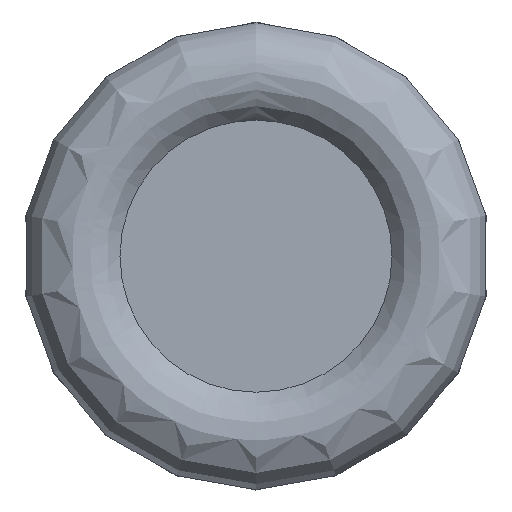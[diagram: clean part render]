
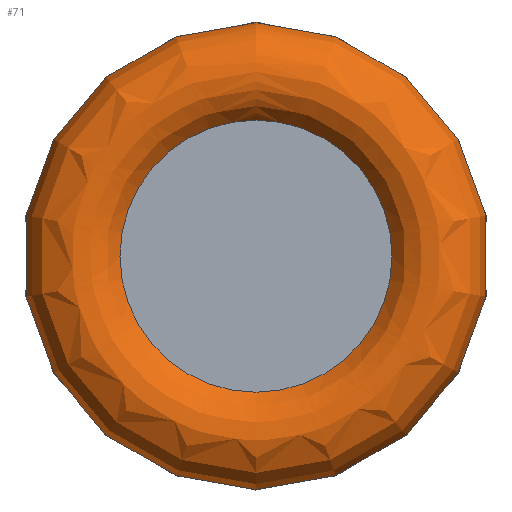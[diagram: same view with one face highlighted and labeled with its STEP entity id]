
A CAD part, left-side view. The second image highlights one B-rep face of the part: STEP entity #71.
In plain terms, the highlighted face is a revolution surface.
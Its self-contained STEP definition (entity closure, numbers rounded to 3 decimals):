
#71=ADVANCED_FACE('',(#92,#93),#89,.T.);
#89=SURFACE_OF_REVOLUTION('',#91,#90);
#90=AXIS1_PLACEMENT('',#417,#283);
#91=B_SPLINE_CURVE_WITH_KNOTS('',3,(#351,#352,#353,#354,#355,#356,#357,
#358,#359,#360,#361,#362,#363,#364,#365,#366,#367,#368,#369,#370,#371,#372,
#373,#374,#375,#376,#377,#378,#379,#380,#381,#382,#383,#384,#385,#386,#387,
#388,#389,#390,#391,#392,#393,#394,#395,#396,#397,#398,#399,#400,#401,#402,
#403,#404,#405,#406,#407,#408,#409,#410,#411,#412,#413,#414,#415,#416),
 .UNSPECIFIED.,.T.,.F.,(2,2,2,2,2,2,2,2,2,2,2,2,2,2,2,2,2,2,2,2,2,2,2,2,
2,2,2,2,2,2,2,2,2,2,2),(-0.031,0.,0.031,0.063,0.094,0.125,0.156,
0.188,0.219,0.25,0.281,0.313,0.344,0.375,0.406,0.438,0.469,
0.5,0.531,0.563,0.594,0.625,0.656,0.688,0.719,0.75,0.781,0.813,
0.844,0.875,0.906,0.938,0.969,1.,1.031),.UNSPECIFIED.);
#92=FACE_BOUND('',#124,.T.);
#93=FACE_BOUND('',#125,.T.);
#124=EDGE_LOOP('',(#158));
#125=EDGE_LOOP('',(#159));
#158=ORIENTED_EDGE('',*,*,#209,.F.);
#159=ORIENTED_EDGE('',*,*,#210,.T.);
#192=VERTEX_POINT('',#348);
#193=VERTEX_POINT('',#350);
#209=EDGE_CURVE('',#192,#192,#226,.T.);
#210=EDGE_CURVE('',#193,#193,#227,.T.);
#226=CIRCLE('',#244,11.526);
#227=CIRCLE('',#245,19.377);
#244=AXIS2_PLACEMENT_3D('',#347,#279,#280);
#245=AXIS2_PLACEMENT_3D('',#349,#281,#282);
#279=DIRECTION('',(-1.,0.,0.));
#280=DIRECTION('',(0.,0.,1.));
#281=DIRECTION('',(-1.,0.,0.));
#282=DIRECTION('',(0.,0.,1.));
#283=DIRECTION('',(-1.,0.,0.));
#347=CARTESIAN_POINT('',(3.5,0.,0.));
#348=CARTESIAN_POINT('',(3.5,0.,11.526));
#349=CARTESIAN_POINT('',(8.031,0.,0.));
#350=CARTESIAN_POINT('',(8.031,0.,19.377));
#351=CARTESIAN_POINT('',(5.698,10.824,0.));
#352=CARTESIAN_POINT('',(6.302,10.824,0.));
#353=CARTESIAN_POINT('',(6.6,10.852,0.));
#354=CARTESIAN_POINT('',(7.192,10.964,0.));
#355=CARTESIAN_POINT('',(7.481,11.047,0.));
#356=CARTESIAN_POINT('',(8.035,11.265,0.));
#357=CARTESIAN_POINT('',(8.304,11.401,0.));
#358=CARTESIAN_POINT('',(8.811,11.724,0.));
#359=CARTESIAN_POINT('',(9.045,11.907,0.));
#360=CARTESIAN_POINT('',(9.476,12.32,0.));
#361=CARTESIAN_POINT('',(9.674,12.552,0.));
#362=CARTESIAN_POINT('',(10.013,13.042,0.));
#363=CARTESIAN_POINT('',(10.157,13.303,0.));
#364=CARTESIAN_POINT('',(10.393,13.856,0.));
#365=CARTESIAN_POINT('',(10.481,14.144,0.));
#366=CARTESIAN_POINT('',(10.598,14.727,0.));
#367=CARTESIAN_POINT('',(10.627,15.028,0.));
#368=CARTESIAN_POINT('',(10.622,15.628,0.));
#369=CARTESIAN_POINT('',(10.59,15.924,0.));
#370=CARTESIAN_POINT('',(10.467,16.507,0.));
#371=CARTESIAN_POINT('',(10.374,16.797,0.));
#372=CARTESIAN_POINT('',(10.137,17.344,0.));
#373=CARTESIAN_POINT('',(9.992,17.604,0.));
#374=CARTESIAN_POINT('',(9.651,18.097,0.));
#375=CARTESIAN_POINT('',(9.455,18.327,0.));
#376=CARTESIAN_POINT('',(9.027,18.741,0.));
#377=CARTESIAN_POINT('',(8.794,18.927,0.));
#378=CARTESIAN_POINT('',(8.287,19.255,0.));
#379=CARTESIAN_POINT('',(8.023,19.392,0.));
#380=CARTESIAN_POINT('',(7.471,19.614,0.));
#381=CARTESIAN_POINT('',(7.18,19.699,0.));
#382=CARTESIAN_POINT('',(6.592,19.813,0.));
#383=CARTESIAN_POINT('',(6.296,19.841,0.));
#384=CARTESIAN_POINT('',(5.699,19.84,0.));
#385=CARTESIAN_POINT('',(5.397,19.811,0.));
#386=CARTESIAN_POINT('',(4.811,19.697,0.));
#387=CARTESIAN_POINT('',(4.526,19.613,0.));
#388=CARTESIAN_POINT('',(3.97,19.388,0.));
#389=CARTESIAN_POINT('',(3.702,19.248,0.));
#390=CARTESIAN_POINT('',(3.203,18.924,0.));
#391=CARTESIAN_POINT('',(2.969,18.738,0.));
#392=CARTESIAN_POINT('',(2.536,18.318,0.));
#393=CARTESIAN_POINT('',(2.344,18.09,0.));
#394=CARTESIAN_POINT('',(2.005,17.6,0.));
#395=CARTESIAN_POINT('',(1.858,17.334,0.));
#396=CARTESIAN_POINT('',(1.621,16.785,0.));
#397=CARTESIAN_POINT('',(1.531,16.501,0.));
#398=CARTESIAN_POINT('',(1.409,15.915,0.));
#399=CARTESIAN_POINT('',(1.377,15.613,0.));
#400=CARTESIAN_POINT('',(1.374,15.018,0.));
#401=CARTESIAN_POINT('',(1.403,14.72,0.));
#402=CARTESIAN_POINT('',(1.523,14.129,0.));
#403=CARTESIAN_POINT('',(1.612,13.845,0.));
#404=CARTESIAN_POINT('',(1.846,13.297,0.));
#405=CARTESIAN_POINT('',(1.993,13.031,0.));
#406=CARTESIAN_POINT('',(2.335,12.541,0.));
#407=CARTESIAN_POINT('',(2.528,12.315,0.));
#408=CARTESIAN_POINT('',(2.96,11.903,0.));
#409=CARTESIAN_POINT('',(3.2,11.716,0.));
#410=CARTESIAN_POINT('',(3.703,11.398,0.));
#411=CARTESIAN_POINT('',(3.968,11.263,0.));
#412=CARTESIAN_POINT('',(4.526,11.044,0.));
#413=CARTESIAN_POINT('',(4.817,10.962,0.));
#414=CARTESIAN_POINT('',(5.402,10.852,0.));
#415=CARTESIAN_POINT('',(5.698,10.824,0.));
#416=CARTESIAN_POINT('',(6.302,10.824,0.));
#417=CARTESIAN_POINT('',(0.,0.,0.));
